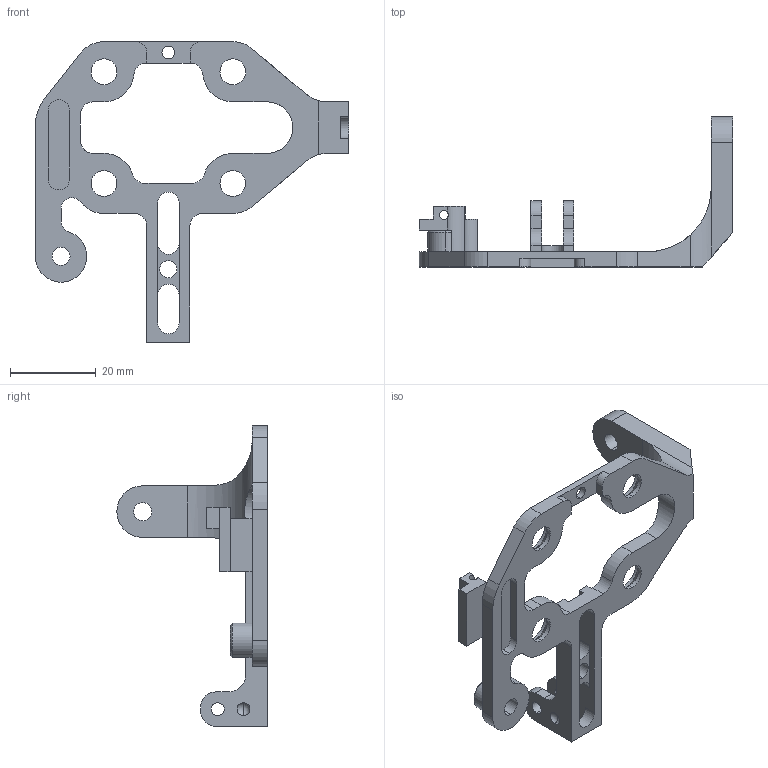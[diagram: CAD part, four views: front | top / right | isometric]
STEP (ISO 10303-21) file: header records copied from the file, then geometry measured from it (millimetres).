
FILE_DESCRIPTION (( 'STEP AP203' ), '1' );
FILE_NAME ('Embase univ avec vis avant rapprochee.STEP', '2020-04-13T19:25:35', ( '' ), ( '' ), 'SwSTEP 2.0', 'SolidWorks 2018', '' );
FILE_SCHEMA (( 'CONFIG_CONTROL_DESIGN' ));
Length unit declared in the file: millimetre
Products named in the file (1): Embase univ avec vis avant rapprochee
Bounding box: 73 x 35 x 70 mm (x, y, z)
Volume: 8671.7 mm3; surface area: 7991.7 mm2
Topology: 1 solids, 1 shells, 151 faces, 431 edges, 279 vertices
Faces by surface type: cylinder 78, plane 59, cone 10, torus 4
Entity records: 5171 total; most frequent: CARTESIAN_POINT 967, DIRECTION 896, ORIENTED_EDGE 862, EDGE_CURVE 431, AXIS2_PLACEMENT_3D 322, VERTEX_POINT 279, LINE 252, VECTOR 252
